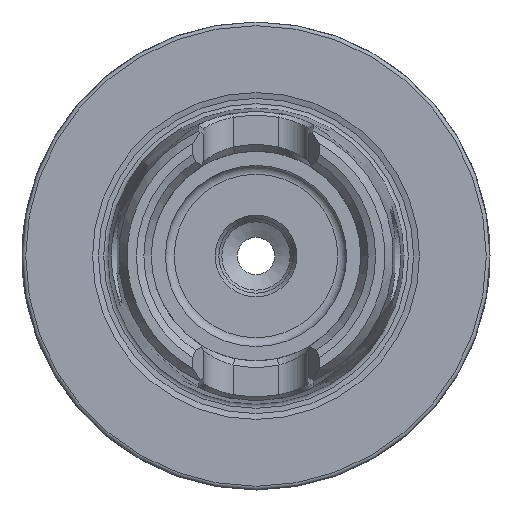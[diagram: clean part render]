
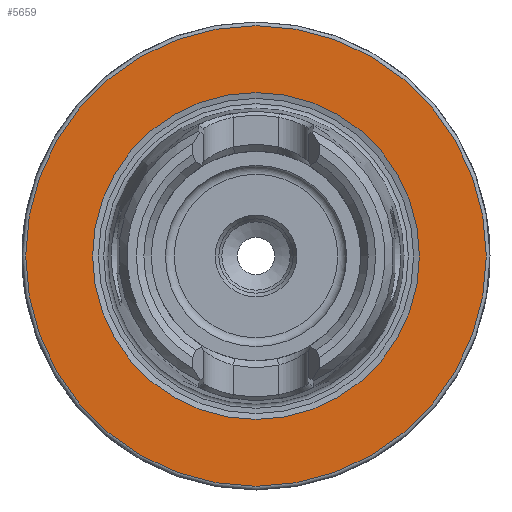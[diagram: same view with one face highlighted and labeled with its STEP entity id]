
A CAD part, left-side view. The second image highlights one B-rep face of the part: STEP entity #5659.
In plain terms, the highlighted planar face has unit normal (-1, 0, 0).
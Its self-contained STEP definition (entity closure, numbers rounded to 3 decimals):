
#5625=CARTESIAN_POINT('',(0.0,22.,0.0));
#5626=VERTEX_POINT('',#5625);
#5627=CARTESIAN_POINT('',(0.0,0.,0.0));
#5628=DIRECTION('',(1.0,0.0,0.0));
#5629=DIRECTION('',(0.0,1.0,0.0));
#5630=AXIS2_PLACEMENT_3D('',#5627,#5628,#5629);
#5631=CIRCLE('',#5630,22.);
#5632=EDGE_CURVE('',#5626,#5626,#5631,.T.);
#5640=CARTESIAN_POINT('',(0.0,26.5,0.0));
#5641=DIRECTION('',(-1.0,0.0,0.0));
#5642=DIRECTION('',(0.0,0.0,1.0));
#5643=AXIS2_PLACEMENT_3D('',#5640,#5641,#5642);
#5644=PLANE('',#5643);
#5645=CARTESIAN_POINT('',(0.0,31.,0.0));
#5646=VERTEX_POINT('',#5645);
#5647=CARTESIAN_POINT('',(0.0,0.,0.0));
#5648=DIRECTION('',(1.0,0.0,0.0));
#5649=DIRECTION('',(0.0,1.0,0.0));
#5650=AXIS2_PLACEMENT_3D('',#5647,#5648,#5649);
#5651=CIRCLE('',#5650,31.);
#5652=EDGE_CURVE('',#5646,#5646,#5651,.T.);
#5653=ORIENTED_EDGE('',*,*,#5652,.F.);
#5654=EDGE_LOOP('',(#5653));
#5655=FACE_OUTER_BOUND('',#5654,.T.);
#5656=ORIENTED_EDGE('',*,*,#5632,.T.);
#5657=EDGE_LOOP('',(#5656));
#5658=FACE_BOUND('',#5657,.T.);
#5659=ADVANCED_FACE('',(#5655,#5658),#5644,.T.);
